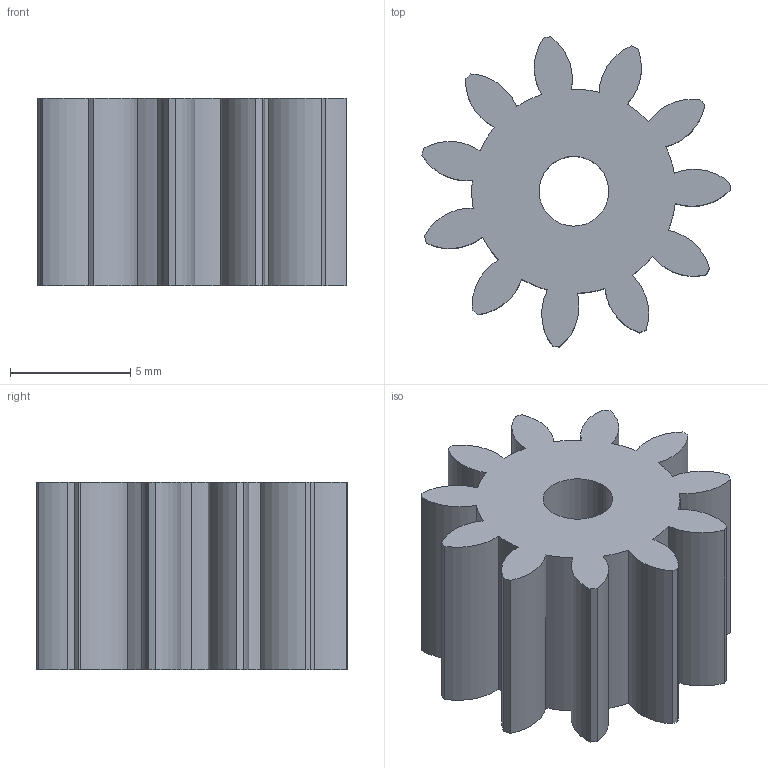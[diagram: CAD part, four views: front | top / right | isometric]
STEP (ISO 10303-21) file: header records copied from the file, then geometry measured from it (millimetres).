
FILE_DESCRIPTION (( 'STEP AP214' ), '1' );
FILE_NAME ('Trigger gear (3D).STEP', '2022-02-11T13:10:37', ( '' ), ( '' ), 'SwSTEP 2.0', 'SolidWorks 2016', '' );
FILE_SCHEMA (( 'AUTOMOTIVE_DESIGN' ));
Length unit declared in the file: millimetre
Products named in the file (2): Trigger gear (3D)
Bounding box: 12.82 x 12.9 x 7.8 mm (x, y, z)
Volume: 579.3 mm3; surface area: 805 mm2
Topology: 1 solids, 1 shells, 58 faces, 163 edges, 108 vertices
Faces by surface type: cylinder 53, plane 3, cone 2
Entity records: 1992 total; most frequent: DIRECTION 391, CARTESIAN_POINT 331, ORIENTED_EDGE 326, AXIS2_PLACEMENT_3D 168, EDGE_CURVE 163, VERTEX_POINT 108, CIRCLE 108, EDGE_LOOP 61
